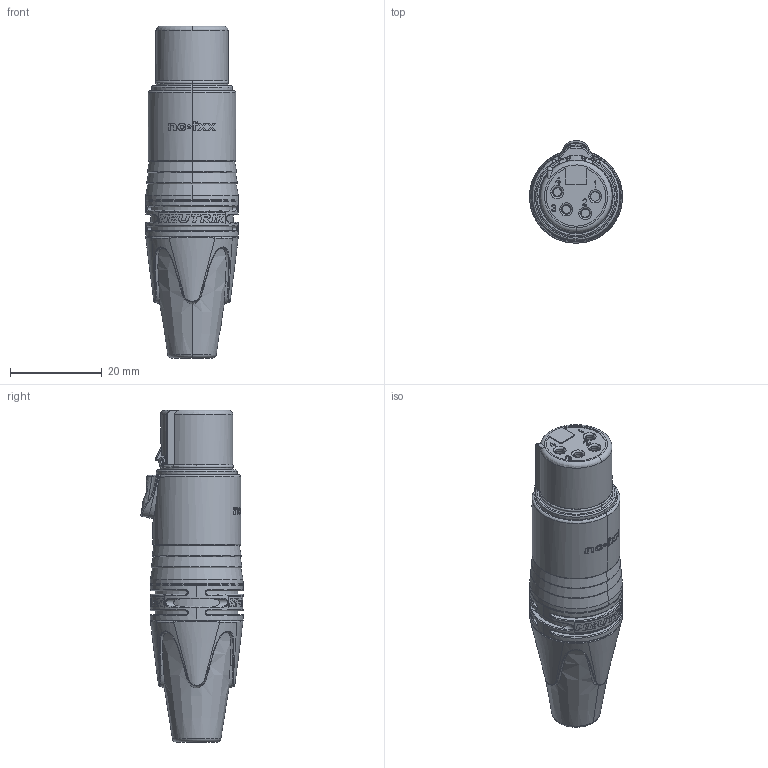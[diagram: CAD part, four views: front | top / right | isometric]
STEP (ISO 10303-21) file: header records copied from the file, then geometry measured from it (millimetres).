
FILE_DESCRIPTION((''),'2;1');
FILE_NAME('30010467','2023-04-18T11:56:32',('SYSTEM'),(''),'CREO PARAMETRIC BY PTC INC, 2021184','CREO PARAMETRIC BY PTC INC, 2021184','');
FILE_SCHEMA(('CONFIG_CONTROL_DESIGN'));
Products named in the file (1): 30010467
Bounding box: 20.33 x 22.36 x 72.5 mm (x, y, z)
Volume: 17125 mm3; surface area: 5224 mm2
Topology: 1 solids, 3 shells, 969 faces, 2567 edges, 1641 vertices
Faces by surface type: plane 426, bspline 205, cylinder 130, extrusion 112, torus 62, cone 25, sphere 7, revolution 2
Entity records: 46343 total; most frequent: CARTESIAN_POINT 24242, ORIENTED_EDGE 5132, DIRECTION 3714, EDGE_CURVE 2566, VERTEX_POINT 1641, VECTOR 1238, AXIS2_PLACEMENT_3D 1237, LINE 1126
